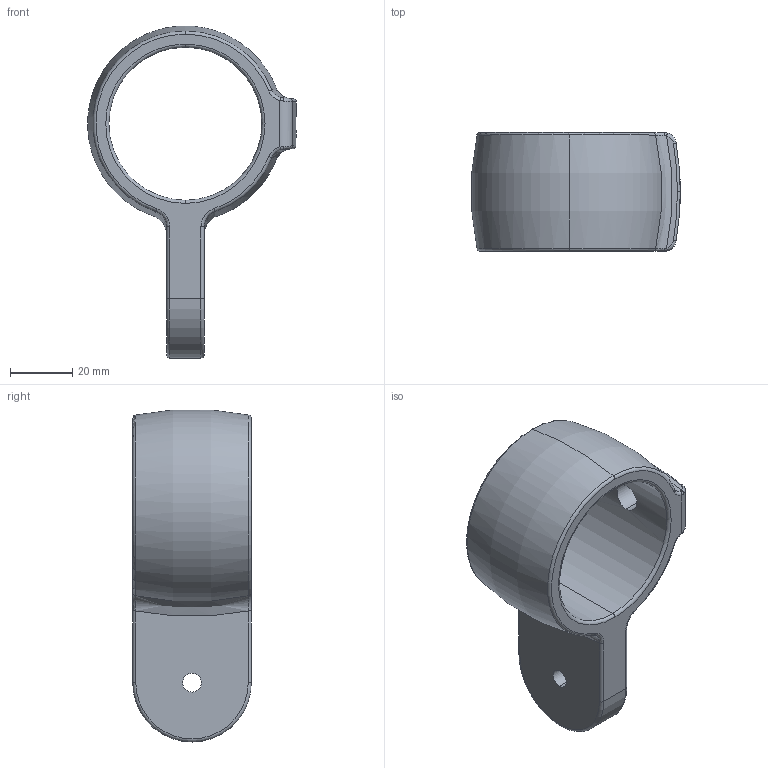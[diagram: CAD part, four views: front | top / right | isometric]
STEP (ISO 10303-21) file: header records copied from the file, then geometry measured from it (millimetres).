
FILE_DESCRIPTION (( 'STEP AP203' ), '1' );
FILE_NAME ('T194017EM.STEP', '2018-07-10T15:43:58', ( '' ), ( '' ), 'SwSTEP 2.0', 'SolidWorks 2016', '' );
FILE_SCHEMA (( 'CONFIG_CONTROL_DESIGN' ));
Length unit declared in the file: millimetre
Products named in the file (1): T194017EM
Bounding box: 66.76 x 38 x 106.3 mm (x, y, z)
Volume: 62011.7 mm3; surface area: 19301.2 mm2
Topology: 1 solids, 1 shells, 58 faces, 135 edges, 79 vertices
Faces by surface type: bspline 23, cylinder 15, torus 14, plane 6
Entity records: 2687 total; most frequent: CARTESIAN_POINT 1438, ORIENTED_EDGE 270, DIRECTION 221, EDGE_CURVE 135, AXIS2_PLACEMENT_3D 100, VERTEX_POINT 79, CIRCLE 64, EDGE_LOOP 64
